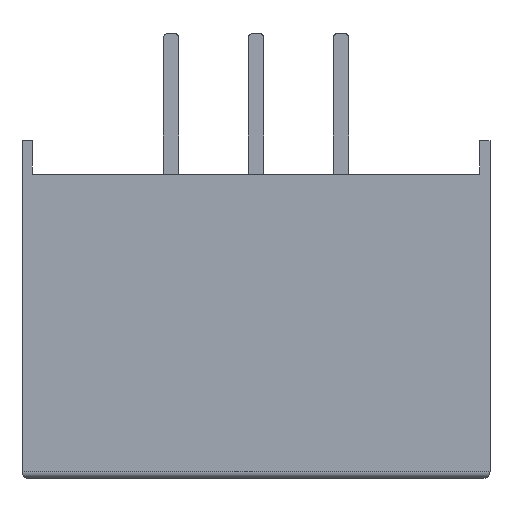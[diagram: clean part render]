
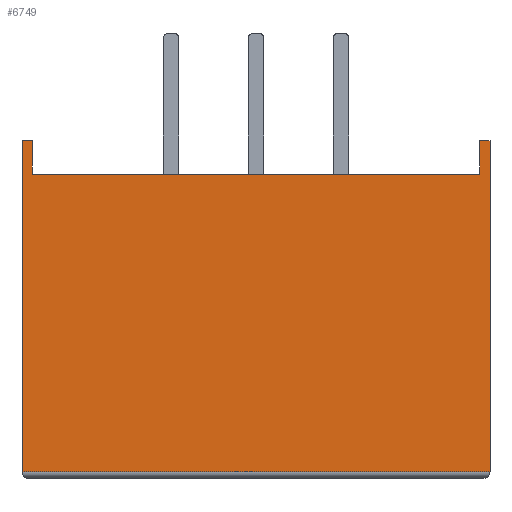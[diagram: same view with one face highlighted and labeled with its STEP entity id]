
A CAD part, front view. The second image highlights one B-rep face of the part: STEP entity #6749.
In plain terms, the highlighted planar face has unit normal (0, -1, 0).
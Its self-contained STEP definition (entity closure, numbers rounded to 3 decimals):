
#519=PLANE('',#7152);
#735=FACE_OUTER_BOUND('',#1117,.T.);
#1117=EDGE_LOOP('',(#4631,#4632,#4633,#4634,#4635,#4636,#4637,#4638));
#1536=LINE('',#8761,#2225);
#1538=LINE('',#8765,#2227);
#1539=LINE('',#8767,#2228);
#1540=LINE('',#8769,#2229);
#1541=LINE('',#8771,#2230);
#1542=LINE('',#8773,#2231);
#1543=LINE('',#8775,#2232);
#1544=LINE('',#8776,#2233);
#2225=VECTOR('',#7469,10.);
#2227=VECTOR('',#7473,10.);
#2228=VECTOR('',#7474,10.);
#2229=VECTOR('',#7475,10.);
#2230=VECTOR('',#7476,10.);
#2231=VECTOR('',#7477,10.);
#2232=VECTOR('',#7478,10.);
#2233=VECTOR('',#7479,10.);
#2908=VERTEX_POINT('',#8740);
#2915=VERTEX_POINT('',#8754);
#2916=VERTEX_POINT('',#8764);
#2917=VERTEX_POINT('',#8766);
#2918=VERTEX_POINT('',#8768);
#2919=VERTEX_POINT('',#8770);
#2920=VERTEX_POINT('',#8772);
#2921=VERTEX_POINT('',#8774);
#3600=EDGE_CURVE('',#2915,#2908,#1536,.T.);
#3602=EDGE_CURVE('',#2915,#2916,#1538,.T.);
#3603=EDGE_CURVE('',#2916,#2917,#1539,.T.);
#3604=EDGE_CURVE('',#2917,#2918,#1540,.T.);
#3605=EDGE_CURVE('',#2919,#2918,#1541,.T.);
#3606=EDGE_CURVE('',#2920,#2919,#1542,.T.);
#3607=EDGE_CURVE('',#2921,#2920,#1543,.T.);
#3608=EDGE_CURVE('',#2908,#2921,#1544,.T.);
#4631=ORIENTED_EDGE('',*,*,#3600,.F.);
#4632=ORIENTED_EDGE('',*,*,#3602,.T.);
#4633=ORIENTED_EDGE('',*,*,#3603,.T.);
#4634=ORIENTED_EDGE('',*,*,#3604,.T.);
#4635=ORIENTED_EDGE('',*,*,#3605,.F.);
#4636=ORIENTED_EDGE('',*,*,#3606,.F.);
#4637=ORIENTED_EDGE('',*,*,#3607,.F.);
#4638=ORIENTED_EDGE('',*,*,#3608,.F.);
#6749=ADVANCED_FACE('',(#735),#519,.F.);
#7152=AXIS2_PLACEMENT_3D('',#8763,#7471,#7472);
#7469=DIRECTION('',(-1.,0.,0.));
#7471=DIRECTION('center_axis',(0.,1.,0.));
#7472=DIRECTION('ref_axis',(1.,0.,0.));
#7473=DIRECTION('',(0.,0.,1.));
#7474=DIRECTION('',(-1.,0.,0.));
#7475=DIRECTION('',(0.,0.,-1.));
#7476=DIRECTION('',(1.,0.,0.));
#7477=DIRECTION('',(0.,0.,-1.));
#7478=DIRECTION('',(1.,0.,0.));
#7479=DIRECTION('',(0.,0.,1.));
#8740=CARTESIAN_POINT('',(7.11,0.,1.48));
#8754=CARTESIAN_POINT('',(21.11,0.,1.48));
#8761=CARTESIAN_POINT('',(17.61,0.,1.48));
#8763=CARTESIAN_POINT('Origin',(14.11,0.,6.338));
#8764=CARTESIAN_POINT('',(21.11,0.,11.388));
#8765=CARTESIAN_POINT('',(21.11,0.,1.288));
#8766=CARTESIAN_POINT('',(20.81,0.,11.388));
#8767=CARTESIAN_POINT('',(21.11,0.,11.388));
#8768=CARTESIAN_POINT('',(20.81,0.,10.388));
#8769=CARTESIAN_POINT('',(20.81,0.,11.388));
#8770=CARTESIAN_POINT('',(7.41,0.,10.388));
#8771=CARTESIAN_POINT('',(7.41,0.,10.388));
#8772=CARTESIAN_POINT('',(7.41,0.,11.388));
#8773=CARTESIAN_POINT('',(7.41,0.,11.388));
#8774=CARTESIAN_POINT('',(7.11,0.,11.388));
#8775=CARTESIAN_POINT('',(7.11,0.,11.388));
#8776=CARTESIAN_POINT('',(7.11,0.,1.288));
